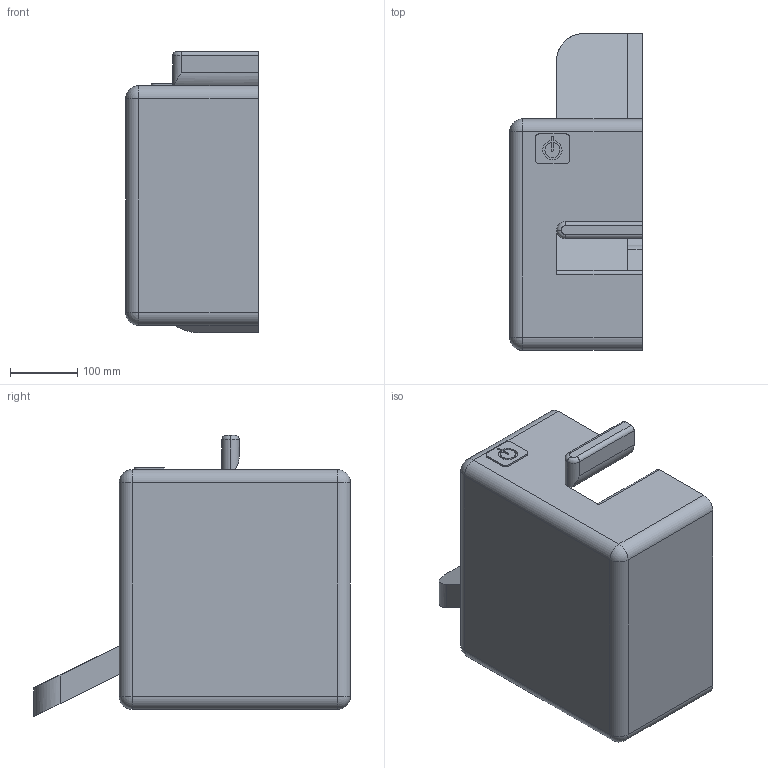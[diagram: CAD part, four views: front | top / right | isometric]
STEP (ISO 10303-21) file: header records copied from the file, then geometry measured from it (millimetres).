
FILE_DESCRIPTION (( 'STEP AP214' ), '1' );
FILE_NAME ('Main base.STEP', '2018-10-27T18:08:59', ( '' ), ( '' ), 'SwSTEP 2.0', 'SolidWorks 2017', '' );
FILE_SCHEMA (( 'AUTOMOTIVE_DESIGN' ));
Length unit declared in the file: inch
Products named in the file (1): Main base
Bounding box: 196.85 x 469.9 x 417.06 mm (x, y, z)
Volume: 18648099.6 mm3; surface area: 680383.3 mm2
Topology: 1 solids, 1 shells, 78 faces, 201 edges, 126 vertices
Faces by surface type: plane 37, cylinder 35, sphere 4, torus 2
Entity records: 3129 total; most frequent: CARTESIAN_POINT 427, DIRECTION 423, ORIENTED_EDGE 394, EDGE_CURVE 197, AXIS2_PLACEMENT_3D 150, VERTEX_POINT 126, VECTOR 123, LINE 123
